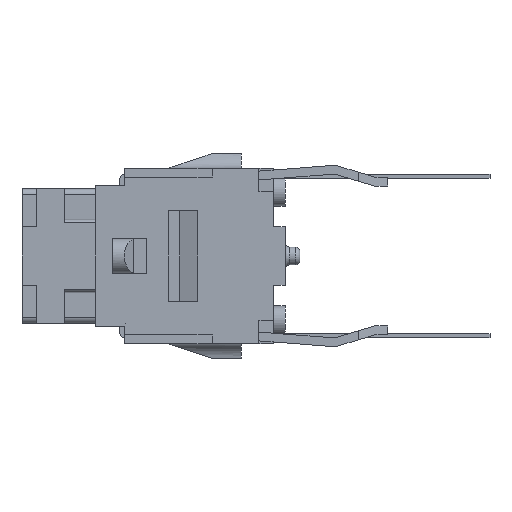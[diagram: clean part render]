
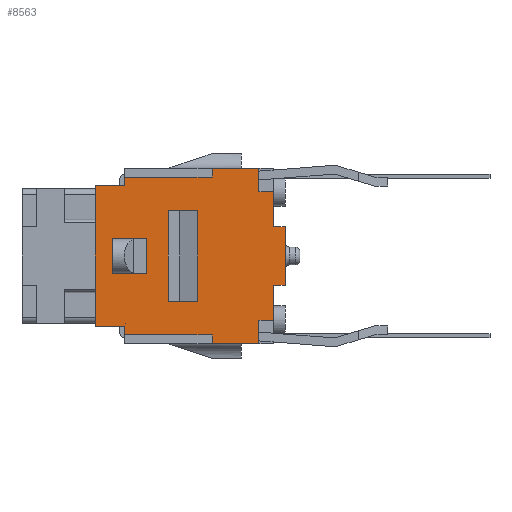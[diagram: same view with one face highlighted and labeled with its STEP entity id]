
A CAD part, left-side view. The second image highlights one B-rep face of the part: STEP entity #8563.
In plain terms, the highlighted planar face has unit normal (-1, 0, 0).
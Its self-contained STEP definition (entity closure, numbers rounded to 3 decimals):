
#412=ORIENTED_EDGE('',*,*,#2174,.F.);
#413=ORIENTED_EDGE('',*,*,#2175,.T.);
#414=ORIENTED_EDGE('',*,*,#2176,.T.);
#415=ORIENTED_EDGE('',*,*,#2177,.F.);
#416=ORIENTED_EDGE('',*,*,#2178,.T.);
#417=ORIENTED_EDGE('',*,*,#2179,.F.);
#418=ORIENTED_EDGE('',*,*,#2180,.F.);
#419=ORIENTED_EDGE('',*,*,#2181,.F.);
#420=ORIENTED_EDGE('',*,*,#2182,.F.);
#421=ORIENTED_EDGE('',*,*,#2183,.T.);
#422=ORIENTED_EDGE('',*,*,#2184,.T.);
#423=ORIENTED_EDGE('',*,*,#2185,.T.);
#424=ORIENTED_EDGE('',*,*,#2186,.T.);
#425=ORIENTED_EDGE('',*,*,#2187,.T.);
#426=ORIENTED_EDGE('',*,*,#2188,.F.);
#427=ORIENTED_EDGE('',*,*,#2189,.T.);
#428=ORIENTED_EDGE('',*,*,#2190,.F.);
#429=ORIENTED_EDGE('',*,*,#2191,.T.);
#430=ORIENTED_EDGE('',*,*,#2192,.T.);
#431=ORIENTED_EDGE('',*,*,#2193,.F.);
#432=ORIENTED_EDGE('',*,*,#2194,.T.);
#433=ORIENTED_EDGE('',*,*,#2195,.F.);
#434=ORIENTED_EDGE('',*,*,#2196,.F.);
#435=ORIENTED_EDGE('',*,*,#2197,.F.);
#436=ORIENTED_EDGE('',*,*,#2198,.T.);
#437=ORIENTED_EDGE('',*,*,#2199,.T.);
#438=ORIENTED_EDGE('',*,*,#2200,.T.);
#439=ORIENTED_EDGE('',*,*,#2201,.T.);
#2174=EDGE_CURVE('',#3062,#3063,#3678,.T.);
#2175=EDGE_CURVE('',#3062,#3064,#3679,.T.);
#2176=EDGE_CURVE('',#3064,#3065,#3680,.T.);
#2177=EDGE_CURVE('',#3063,#3065,#3681,.T.);
#2178=EDGE_CURVE('',#3066,#3067,#3682,.T.);
#2179=EDGE_CURVE('',#3068,#3067,#3683,.T.);
#2180=EDGE_CURVE('',#3069,#3068,#3684,.T.);
#2181=EDGE_CURVE('',#3070,#3069,#3685,.T.);
#2182=EDGE_CURVE('',#3071,#3070,#3686,.T.);
#2183=EDGE_CURVE('',#3071,#3072,#3687,.T.);
#2184=EDGE_CURVE('',#3072,#3073,#3688,.T.);
#2185=EDGE_CURVE('',#3073,#3074,#3689,.T.);
#2186=EDGE_CURVE('',#3074,#3075,#3690,.T.);
#2187=EDGE_CURVE('',#3075,#3076,#3691,.T.);
#2188=EDGE_CURVE('',#3077,#3076,#3692,.T.);
#2189=EDGE_CURVE('',#3077,#3078,#3693,.T.);
#2190=EDGE_CURVE('',#3079,#3078,#3694,.T.);
#2191=EDGE_CURVE('',#3079,#3080,#3695,.T.);
#2192=EDGE_CURVE('',#3080,#3081,#3696,.T.);
#2193=EDGE_CURVE('',#3082,#3081,#3697,.T.);
#2194=EDGE_CURVE('',#3082,#3083,#3698,.T.);
#2195=EDGE_CURVE('',#3084,#3083,#3699,.T.);
#2196=EDGE_CURVE('',#3085,#3084,#3700,.T.);
#2197=EDGE_CURVE('',#3066,#3085,#3701,.T.);
#2198=EDGE_CURVE('',#3086,#3087,#3702,.T.);
#2199=EDGE_CURVE('',#3087,#3088,#3703,.T.);
#2200=EDGE_CURVE('',#3088,#3089,#3704,.T.);
#2201=EDGE_CURVE('',#3089,#3086,#3705,.T.);
#3062=VERTEX_POINT('',#11288);
#3063=VERTEX_POINT('',#11289);
#3064=VERTEX_POINT('',#11291);
#3065=VERTEX_POINT('',#11293);
#3066=VERTEX_POINT('',#11296);
#3067=VERTEX_POINT('',#11297);
#3068=VERTEX_POINT('',#11299);
#3069=VERTEX_POINT('',#11301);
#3070=VERTEX_POINT('',#11303);
#3071=VERTEX_POINT('',#11305);
#3072=VERTEX_POINT('',#11307);
#3073=VERTEX_POINT('',#11309);
#3074=VERTEX_POINT('',#11311);
#3075=VERTEX_POINT('',#11313);
#3076=VERTEX_POINT('',#11315);
#3077=VERTEX_POINT('',#11317);
#3078=VERTEX_POINT('',#11319);
#3079=VERTEX_POINT('',#11321);
#3080=VERTEX_POINT('',#11323);
#3081=VERTEX_POINT('',#11325);
#3082=VERTEX_POINT('',#11327);
#3083=VERTEX_POINT('',#11329);
#3084=VERTEX_POINT('',#11331);
#3085=VERTEX_POINT('',#11333);
#3086=VERTEX_POINT('',#11336);
#3087=VERTEX_POINT('',#11337);
#3088=VERTEX_POINT('',#11339);
#3089=VERTEX_POINT('',#11341);
#3678=LINE('',#11287,#4468);
#3679=LINE('',#11290,#4469);
#3680=LINE('',#11292,#4470);
#3681=LINE('',#11294,#4471);
#3682=LINE('',#11295,#4472);
#3683=LINE('',#11298,#4473);
#3684=LINE('',#11300,#4474);
#3685=LINE('',#11302,#4475);
#3686=LINE('',#11304,#4476);
#3687=LINE('',#11306,#4477);
#3688=LINE('',#11308,#4478);
#3689=LINE('',#11310,#4479);
#3690=LINE('',#11312,#4480);
#3691=LINE('',#11314,#4481);
#3692=LINE('',#11316,#4482);
#3693=LINE('',#11318,#4483);
#3694=LINE('',#11320,#4484);
#3695=LINE('',#11322,#4485);
#3696=LINE('',#11324,#4486);
#3697=LINE('',#11326,#4487);
#3698=LINE('',#11328,#4488);
#3699=LINE('',#11330,#4489);
#3700=LINE('',#11332,#4490);
#3701=LINE('',#11334,#4491);
#3702=LINE('',#11335,#4492);
#3703=LINE('',#11338,#4493);
#3704=LINE('',#11340,#4494);
#3705=LINE('',#11342,#4495);
#4468=VECTOR('',#9553,1000.);
#4469=VECTOR('',#9554,1000.);
#4470=VECTOR('',#9555,1000.);
#4471=VECTOR('',#9556,1000.);
#4472=VECTOR('',#9557,1000.);
#4473=VECTOR('',#9558,1000.);
#4474=VECTOR('',#9559,1000.);
#4475=VECTOR('',#9560,1000.);
#4476=VECTOR('',#9561,1000.);
#4477=VECTOR('',#9562,1000.);
#4478=VECTOR('',#9563,1000.);
#4479=VECTOR('',#9564,1000.);
#4480=VECTOR('',#9565,1000.);
#4481=VECTOR('',#9566,1000.);
#4482=VECTOR('',#9567,1000.);
#4483=VECTOR('',#9568,1000.);
#4484=VECTOR('',#9569,1000.);
#4485=VECTOR('',#9570,1000.);
#4486=VECTOR('',#9571,1000.);
#4487=VECTOR('',#9572,1000.);
#4488=VECTOR('',#9573,1000.);
#4489=VECTOR('',#9574,1000.);
#4490=VECTOR('',#9575,1000.);
#4491=VECTOR('',#9576,1000.);
#4492=VECTOR('',#9577,1000.);
#4493=VECTOR('',#9578,1000.);
#4494=VECTOR('',#9579,1000.);
#4495=VECTOR('',#9580,1000.);
#5210=EDGE_LOOP('',(#412,#413,#414,#415));
#5211=EDGE_LOOP('',(#416,#417,#418,#419,#420,#421,#422,#423,#424,#425,#426,
#427,#428,#429,#430,#431,#432,#433,#434,#435));
#5212=EDGE_LOOP('',(#436,#437,#438,#439));
#5574=FACE_BOUND('',#5210,.T.);
#5575=FACE_BOUND('',#5211,.T.);
#5576=FACE_BOUND('',#5212,.T.);
#5930=PLANE('',#8934);
#8563=ADVANCED_FACE('',(#5574,#5575,#5576),#5930,.F.);
#8934=AXIS2_PLACEMENT_3D('',#11286,#9551,#9552);
#9551=DIRECTION('',(1.,0.,0.));
#9552=DIRECTION('',(0.,0.,-1.));
#9553=DIRECTION('',(0.,0.,-1.));
#9554=DIRECTION('',(0.,-1.,0.));
#9555=DIRECTION('',(0.,0.,-1.));
#9556=DIRECTION('',(0.,-1.,0.));
#9557=DIRECTION('',(0.,-1.,0.));
#9558=DIRECTION('',(0.,0.,1.));
#9559=DIRECTION('',(0.,1.,0.));
#9560=DIRECTION('',(0.,0.,1.));
#9561=DIRECTION('',(0.,1.,0.));
#9562=DIRECTION('',(0.,0.,1.));
#9563=DIRECTION('',(0.,-1.,0.));
#9564=DIRECTION('',(0.,0.,1.));
#9565=DIRECTION('',(0.,-1.,0.));
#9566=DIRECTION('',(0.,0.,1.));
#9567=DIRECTION('',(0.,-1.,0.));
#9568=DIRECTION('',(0.,0.,1.));
#9569=DIRECTION('',(0.,-1.,0.));
#9570=DIRECTION('',(0.,0.,1.));
#9571=DIRECTION('',(0.,1.,0.));
#9572=DIRECTION('',(0.,0.,1.));
#9573=DIRECTION('',(0.,1.,0.));
#9574=DIRECTION('',(0.,0.,1.));
#9575=DIRECTION('',(0.,-1.,0.));
#9576=DIRECTION('',(0.,0.,1.));
#9577=DIRECTION('',(0.,0.,1.));
#9578=DIRECTION('',(0.,-1.,0.));
#9579=DIRECTION('',(0.,0.,-1.));
#9580=DIRECTION('',(0.,1.,0.));
#11286=CARTESIAN_POINT('',(-3.,-0.6,0.4));
#11287=CARTESIAN_POINT('',(-3.,-2.5,1.55));
#11288=CARTESIAN_POINT('',(-3.,-2.5,1.55));
#11289=CARTESIAN_POINT('',(-3.,-2.5,-1.55));
#11290=CARTESIAN_POINT('',(-3.,-2.5,1.55));
#11291=CARTESIAN_POINT('',(-3.,-3.5,1.55));
#11292=CARTESIAN_POINT('',(-3.,-3.5,1.55));
#11293=CARTESIAN_POINT('',(-3.,-3.5,-1.55));
#11294=CARTESIAN_POINT('',(-3.,-2.5,-1.55));
#11295=CARTESIAN_POINT('',(-3.,0.,-2.4));
#11296=CARTESIAN_POINT('',(-3.,0.,-2.4));
#11297=CARTESIAN_POINT('',(-3.,-1.,-2.4));
#11298=CARTESIAN_POINT('',(-3.,-1.,-3.));
#11299=CARTESIAN_POINT('',(-3.,-1.,-2.7));
#11300=CARTESIAN_POINT('',(-3.,-4.,-2.7));
#11301=CARTESIAN_POINT('',(-3.,-4.,-2.7));
#11302=CARTESIAN_POINT('',(-3.,-4.,0.4));
#11303=CARTESIAN_POINT('',(-3.,-4.,-3.));
#11304=CARTESIAN_POINT('',(-3.,-6.1,-3.));
#11305=CARTESIAN_POINT('',(-3.,-5.6,-3.));
#11306=CARTESIAN_POINT('',(-3.,-5.6,0.4));
#11307=CARTESIAN_POINT('',(-3.,-5.6,-2.2));
#11308=CARTESIAN_POINT('',(-3.,-5.6,-2.2));
#11309=CARTESIAN_POINT('',(-3.,-6.1,-2.2));
#11310=CARTESIAN_POINT('',(-3.,-6.1,-3.));
#11311=CARTESIAN_POINT('',(-3.,-6.1,-1.));
#11312=CARTESIAN_POINT('',(-3.,-5.7,-1.));
#11313=CARTESIAN_POINT('',(-3.,-6.5,-1.));
#11314=CARTESIAN_POINT('',(-3.,-6.5,-1.));
#11315=CARTESIAN_POINT('',(-3.,-6.5,1.));
#11316=CARTESIAN_POINT('',(-3.,-5.7,1.));
#11317=CARTESIAN_POINT('',(-3.,-6.1,1.));
#11318=CARTESIAN_POINT('',(-3.,-6.1,-3.));
#11319=CARTESIAN_POINT('',(-3.,-6.1,2.2));
#11320=CARTESIAN_POINT('',(-3.,-5.6,2.2));
#11321=CARTESIAN_POINT('',(-3.,-5.6,2.2));
#11322=CARTESIAN_POINT('',(-3.,-5.6,0.4));
#11323=CARTESIAN_POINT('',(-3.,-5.6,3.));
#11324=CARTESIAN_POINT('',(-3.,-6.1,3.));
#11325=CARTESIAN_POINT('',(-3.,-4.,3.));
#11326=CARTESIAN_POINT('',(-3.,-4.,0.4));
#11327=CARTESIAN_POINT('',(-3.,-4.,2.7));
#11328=CARTESIAN_POINT('',(-3.,-4.,2.7));
#11329=CARTESIAN_POINT('',(-3.,-1.,2.7));
#11330=CARTESIAN_POINT('',(-3.,-1.,-3.));
#11331=CARTESIAN_POINT('',(-3.,-1.,2.4));
#11332=CARTESIAN_POINT('',(-3.,0.,2.4));
#11333=CARTESIAN_POINT('',(-3.,0.,2.4));
#11334=CARTESIAN_POINT('',(-3.,0.,-2.4));
#11335=CARTESIAN_POINT('',(-3.,-0.6,-0.6));
#11336=CARTESIAN_POINT('',(-3.,-0.6,-0.6));
#11337=CARTESIAN_POINT('',(-3.,-0.6,0.6));
#11338=CARTESIAN_POINT('',(-3.,-0.6,0.6));
#11339=CARTESIAN_POINT('',(-3.,-1.75,0.6));
#11340=CARTESIAN_POINT('',(-3.,-1.75,0.6));
#11341=CARTESIAN_POINT('',(-3.,-1.75,-0.6));
#11342=CARTESIAN_POINT('',(-3.,-1.75,-0.6));
